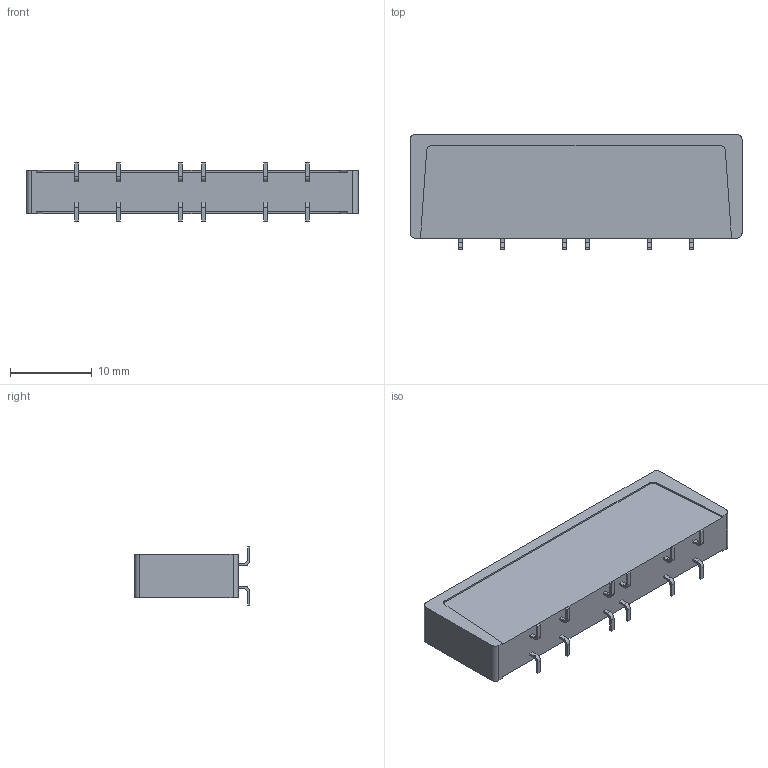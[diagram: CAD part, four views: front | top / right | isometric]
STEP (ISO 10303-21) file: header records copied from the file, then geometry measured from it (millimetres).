
FILE_DESCRIPTION((''),'2;1');
FILE_NAME('4A12P-1AH-12R5','2012-08-23T',('ryans'),('Bourns, Inc.'),'PRO/ENGINEER BY PARAMETRIC TECHNOLOGY CORPORATION, 2010100','PRO/ENGINEER BY PARAMETRIC TECHNOLOGY CORPORATION, 2010100','');
FILE_SCHEMA(('CONFIG_CONTROL_DESIGN'));
Length unit declared in the file: millimetre
Products named in the file (1): 4A12P-1AH-12R5
Bounding box: 40.64 x 14.1 x 7.11 mm (x, y, z)
Volume: 2559.5 mm3; surface area: 1656.4 mm2
Topology: 1 solids, 1 shells, 130 faces, 348 edges, 232 vertices
Faces by surface type: plane 98, cylinder 32
Entity records: 4074 total; most frequent: CARTESIAN_POINT 710, ORIENTED_EDGE 696, DIRECTION 672, EDGE_CURVE 348, VECTOR 284, LINE 284, VERTEX_POINT 232, AXIS2_PLACEMENT_3D 194
